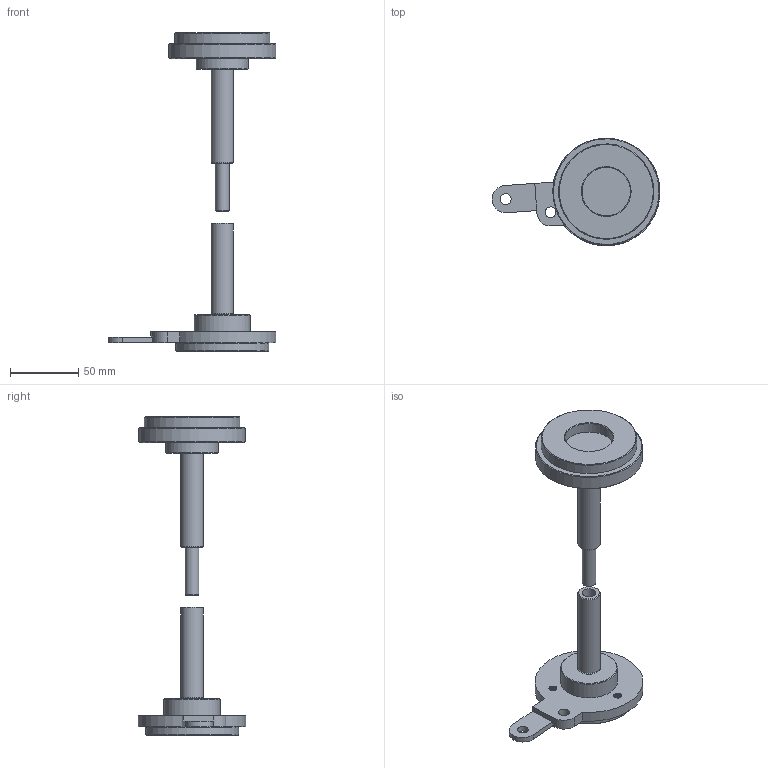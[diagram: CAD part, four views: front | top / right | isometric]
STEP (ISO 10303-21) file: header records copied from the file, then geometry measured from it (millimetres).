
FILE_DESCRIPTION(/* description */ ('Alibre Inc.'),/* implementation_level */ '2;1');
FILE_NAME(/* name */ 'export-3DEE2D1E-029B-42F4-9650-45F105A9D5A2',/* time_stamp */ '2021-04-26T10:38:43+02:00',/* author */ (''),/* organization */ (''),/* preprocessor_version */ 'ST-DEVELOPER v17',/* originating_system */ 'Alibre',/* authorisation */ '');
FILE_SCHEMA (('CONFIG_CONTROL_DESIGN'));
Length unit declared in the file: centimetre
Products named in the file (4): ID_1; ID_2; ID_3
Bounding box: 123.21 x 78.91 x 233.85 mm (x, y, z)
Volume: 189679.7 mm3; surface area: 50405.5 mm2
Topology: 3 solids, 3 shells, 71 faces, 153 edges, 93 vertices
Faces by surface type: cone 23, cylinder 23, plane 19, bspline 6
Full cylindrical faces by diameter (mm): 5.5 x3, 8 x2, 10 x2, 16.5 x2, 35.5 x2, 38.3 x1, 41.5 x1, 42 x1, 68.5 x1, 70 x1, 78.5 x1
Entity records: 6706 total; most frequent: CARTESIAN_POINT 4937, DIRECTION 277, ORIENTED_EDGE 220, AXIS2_PLACEMENT_3D 139, FACE_BOUND 129, EDGE_LOOP 128, EDGE_CURVE 110, VERTEX_POINT 85
